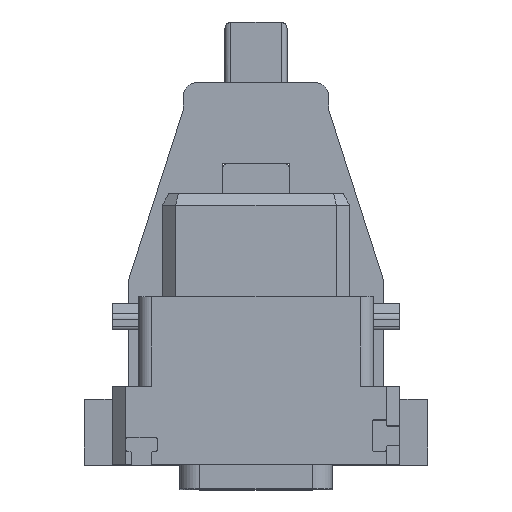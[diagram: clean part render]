
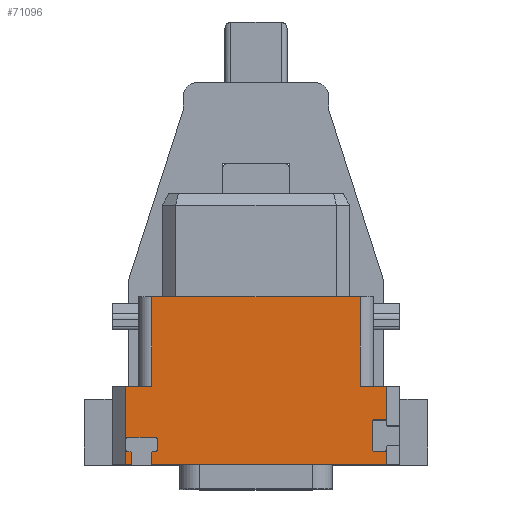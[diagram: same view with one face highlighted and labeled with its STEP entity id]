
A CAD part, top view. The second image highlights one B-rep face of the part: STEP entity #71096.
In plain terms, the highlighted planar face has unit normal (0, 0, 1).
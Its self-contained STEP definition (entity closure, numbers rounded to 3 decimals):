
#380=DIRECTION('',(-1.,0.,0.));
#381=VECTOR('',#380,15.8);
#382=CARTESIAN_POINT('',(7.9,12.75,9.9));
#383=LINE('',#382,#381);
#599=CARTESIAN_POINT('',(9.75,3.275,9.9));
#600=DIRECTION('',(0.,0.,1.));
#601=DIRECTION('',(1.,0.,0.));
#602=AXIS2_PLACEMENT_3D('',#599,#600,#601);
#604=DIRECTION('',(-1.,0.,0.));
#605=VECTOR('',#604,0.8);
#606=CARTESIAN_POINT('',(9.75,3.425,9.9));
#607=LINE('',#606,#605);
#608=CARTESIAN_POINT('',(8.95,3.275,9.9));
#609=DIRECTION('',(0.,0.,1.));
#610=DIRECTION('',(0.,1.,0.));
#611=AXIS2_PLACEMENT_3D('',#608,#609,#610);
#613=DIRECTION('',(0.,-1.,0.));
#614=VECTOR('',#613,2.1);
#615=CARTESIAN_POINT('',(8.8,3.275,9.9));
#616=LINE('',#615,#614);
#617=CARTESIAN_POINT('',(8.95,1.175,9.9));
#618=DIRECTION('',(0.,0.,1.));
#619=DIRECTION('',(-1.,0.,0.));
#620=AXIS2_PLACEMENT_3D('',#617,#618,#619);
#622=DIRECTION('',(1.,0.,0.));
#623=VECTOR('',#622,0.8);
#624=CARTESIAN_POINT('',(8.95,1.025,9.9));
#625=LINE('',#624,#623);
#626=CARTESIAN_POINT('',(9.75,1.175,9.9));
#627=DIRECTION('',(0.,0.,1.));
#628=DIRECTION('',(0.,-1.,0.));
#629=AXIS2_PLACEMENT_3D('',#626,#627,#628);
#631=DIRECTION('',(0.,1.,0.));
#632=VECTOR('',#631,1.175);
#633=CARTESIAN_POINT('',(9.9,0.,9.9));
#634=LINE('',#633,#632);
#635=DIRECTION('',(0.,1.,0.));
#636=VECTOR('',#635,0.85);
#637=CARTESIAN_POINT('',(-7.95,0.,9.9));
#638=LINE('',#637,#636);
#639=CARTESIAN_POINT('',(-7.8,0.85,9.9));
#640=DIRECTION('',(0.,0.,1.));
#641=DIRECTION('',(0.,1.,0.));
#642=AXIS2_PLACEMENT_3D('',#639,#640,#641);
#644=DIRECTION('',(1.,0.,0.));
#645=VECTOR('',#644,0.175);
#646=CARTESIAN_POINT('',(-7.8,1.,9.9));
#647=LINE('',#646,#645);
#648=CARTESIAN_POINT('',(-7.625,1.15,9.9));
#649=DIRECTION('',(0.,0.,1.));
#650=DIRECTION('',(0.,-1.,0.));
#651=AXIS2_PLACEMENT_3D('',#648,#649,#650);
#653=DIRECTION('',(0.,1.,0.));
#654=VECTOR('',#653,0.8);
#655=CARTESIAN_POINT('',(-7.475,1.15,9.9));
#656=LINE('',#655,#654);
#657=CARTESIAN_POINT('',(-7.625,1.95,9.9));
#658=DIRECTION('',(0.,0.,1.));
#659=DIRECTION('',(1.,0.,0.));
#660=AXIS2_PLACEMENT_3D('',#657,#658,#659);
#662=DIRECTION('',(-1.,0.,0.));
#663=VECTOR('',#662,2.1);
#664=CARTESIAN_POINT('',(-7.625,2.1,9.9));
#665=LINE('',#664,#663);
#666=CARTESIAN_POINT('',(-9.725,1.95,9.9));
#667=DIRECTION('',(0.,0.,1.));
#668=DIRECTION('',(0.,1.,0.));
#669=AXIS2_PLACEMENT_3D('',#666,#667,#668);
#671=DIRECTION('',(0.,-1.,0.));
#672=VECTOR('',#671,0.8);
#673=CARTESIAN_POINT('',(-9.875,1.95,9.9));
#674=LINE('',#673,#672);
#675=CARTESIAN_POINT('',(-9.725,1.15,9.9));
#676=DIRECTION('',(0.,0.,1.));
#677=DIRECTION('',(-1.,0.,0.));
#678=AXIS2_PLACEMENT_3D('',#675,#676,#677);
#680=DIRECTION('',(1.,0.,0.));
#681=VECTOR('',#680,0.175);
#682=CARTESIAN_POINT('',(-9.725,1.,9.9));
#683=LINE('',#682,#681);
#684=CARTESIAN_POINT('',(-9.55,0.85,9.9));
#685=DIRECTION('',(0.,0.,1.));
#686=DIRECTION('',(1.,0.,0.));
#687=AXIS2_PLACEMENT_3D('',#684,#685,#686);
#689=DIRECTION('',(0.,1.,0.));
#690=VECTOR('',#689,0.85);
#691=CARTESIAN_POINT('',(-9.4,0.,9.9));
#692=LINE('',#691,#690);
#693=DIRECTION('',(0.,-1.,0.));
#694=VECTOR('',#693,5.95);
#695=CARTESIAN_POINT('',(-9.9,5.95,9.9));
#696=LINE('',#695,#694);
#697=DIRECTION('',(0.,-1.,0.));
#698=VECTOR('',#697,6.8);
#699=CARTESIAN_POINT('',(-7.9,12.75,9.9));
#700=LINE('',#699,#698);
#701=DIRECTION('',(0.,1.,0.));
#702=VECTOR('',#701,6.8);
#703=CARTESIAN_POINT('',(7.9,5.95,9.9));
#704=LINE('',#703,#702);
#705=DIRECTION('',(0.,1.,0.));
#706=VECTOR('',#705,2.675);
#707=CARTESIAN_POINT('',(9.9,3.275,9.9));
#708=LINE('',#707,#706);
#725=DIRECTION('',(-1.,0.,0.));
#726=VECTOR('',#725,2.);
#727=CARTESIAN_POINT('',(9.9,5.95,9.9));
#728=LINE('',#727,#726);
#917=DIRECTION('',(1.,0.,0.));
#918=VECTOR('',#917,0.5);
#919=CARTESIAN_POINT('',(-9.9,0.,9.9));
#920=LINE('',#919,#918);
#933=DIRECTION('',(1.,0.,0.));
#934=VECTOR('',#933,17.85);
#935=CARTESIAN_POINT('',(-7.95,0.,9.9));
#936=LINE('',#935,#934);
#6810=DIRECTION('',(-1.,0.,0.));
#6811=VECTOR('',#6810,2.);
#6812=CARTESIAN_POINT('',(-7.9,5.95,9.9));
#6813=LINE('',#6812,#6811);
#61996=CARTESIAN_POINT('',(-7.95,0.,9.9));
#61997=VERTEX_POINT('',#61996);
#61998=CARTESIAN_POINT('',(-9.4,0.,9.9));
#61999=VERTEX_POINT('',#61998);
#62000=CARTESIAN_POINT('',(9.9,3.275,9.9));
#62001=CARTESIAN_POINT('',(9.75,3.425,9.9));
#62002=VERTEX_POINT('',#62000);
#62003=VERTEX_POINT('',#62001);
#62004=CARTESIAN_POINT('',(8.95,3.425,9.9));
#62005=VERTEX_POINT('',#62004);
#62006=CARTESIAN_POINT('',(8.8,3.275,9.9));
#62007=VERTEX_POINT('',#62006);
#62008=CARTESIAN_POINT('',(8.8,1.175,9.9));
#62009=VERTEX_POINT('',#62008);
#62010=CARTESIAN_POINT('',(8.95,1.025,9.9));
#62011=VERTEX_POINT('',#62010);
#62012=CARTESIAN_POINT('',(9.75,1.025,9.9));
#62013=VERTEX_POINT('',#62012);
#62014=CARTESIAN_POINT('',(9.9,1.175,9.9));
#62015=VERTEX_POINT('',#62014);
#62016=CARTESIAN_POINT('',(-7.95,0.85,9.9));
#62017=VERTEX_POINT('',#62016);
#62018=CARTESIAN_POINT('',(-7.8,1.,9.9));
#62019=VERTEX_POINT('',#62018);
#62020=CARTESIAN_POINT('',(-7.625,1.,9.9));
#62021=VERTEX_POINT('',#62020);
#62022=CARTESIAN_POINT('',(-7.475,1.15,9.9));
#62023=VERTEX_POINT('',#62022);
#62024=CARTESIAN_POINT('',(-7.475,1.95,9.9));
#62025=VERTEX_POINT('',#62024);
#62026=CARTESIAN_POINT('',(-7.625,2.1,9.9));
#62027=VERTEX_POINT('',#62026);
#62028=CARTESIAN_POINT('',(-9.725,2.1,9.9));
#62029=VERTEX_POINT('',#62028);
#62030=CARTESIAN_POINT('',(-9.875,1.95,9.9));
#62031=VERTEX_POINT('',#62030);
#62032=CARTESIAN_POINT('',(-9.875,1.15,9.9));
#62033=VERTEX_POINT('',#62032);
#62034=CARTESIAN_POINT('',(-9.725,1.,9.9));
#62035=VERTEX_POINT('',#62034);
#62036=CARTESIAN_POINT('',(-9.55,1.,9.9));
#62037=VERTEX_POINT('',#62036);
#62038=CARTESIAN_POINT('',(-9.4,0.85,9.9));
#62039=VERTEX_POINT('',#62038);
#62044=CARTESIAN_POINT('',(7.9,12.75,9.9));
#62046=VERTEX_POINT('',#62044);
#62050=CARTESIAN_POINT('',(7.9,5.95,9.9));
#62051=VERTEX_POINT('',#62050);
#62056=CARTESIAN_POINT('',(-7.9,12.75,9.9));
#62057=VERTEX_POINT('',#62056);
#62058=CARTESIAN_POINT('',(-7.9,5.95,9.9));
#62059=VERTEX_POINT('',#62058);
#62064=CARTESIAN_POINT('',(9.9,5.95,9.9));
#62066=VERTEX_POINT('',#62064);
#62079=CARTESIAN_POINT('',(9.9,0.,9.9));
#62080=VERTEX_POINT('',#62079);
#62081=CARTESIAN_POINT('',(-9.9,0.,9.9));
#62083=VERTEX_POINT('',#62081);
#62087=CARTESIAN_POINT('',(-9.9,5.95,9.9));
#62088=VERTEX_POINT('',#62087);
#71032=CARTESIAN_POINT('',(10.9,12.75,9.9));
#71033=DIRECTION('',(0.,0.,1.));
#71034=DIRECTION('',(-1.,0.,0.));
#71035=AXIS2_PLACEMENT_3D('',#71032,#71033,#71034);
#71036=PLANE('',#71035);
#71038=ORIENTED_EDGE('',*,*,#71037,.T.);
#71040=ORIENTED_EDGE('',*,*,#71039,.T.);
#71042=ORIENTED_EDGE('',*,*,#71041,.T.);
#71044=ORIENTED_EDGE('',*,*,#71043,.T.);
#71046=ORIENTED_EDGE('',*,*,#71045,.T.);
#71048=ORIENTED_EDGE('',*,*,#71047,.T.);
#71050=ORIENTED_EDGE('',*,*,#71049,.T.);
#71052=ORIENTED_EDGE('',*,*,#71051,.F.);
#71054=ORIENTED_EDGE('',*,*,#71053,.F.);
#71056=ORIENTED_EDGE('',*,*,#71055,.T.);
#71058=ORIENTED_EDGE('',*,*,#71057,.F.);
#71060=ORIENTED_EDGE('',*,*,#71059,.T.);
#71062=ORIENTED_EDGE('',*,*,#71061,.T.);
#71064=ORIENTED_EDGE('',*,*,#71063,.T.);
#71066=ORIENTED_EDGE('',*,*,#71065,.T.);
#71068=ORIENTED_EDGE('',*,*,#71067,.T.);
#71070=ORIENTED_EDGE('',*,*,#71069,.T.);
#71072=ORIENTED_EDGE('',*,*,#71071,.T.);
#71074=ORIENTED_EDGE('',*,*,#71073,.T.);
#71076=ORIENTED_EDGE('',*,*,#71075,.T.);
#71078=ORIENTED_EDGE('',*,*,#71077,.F.);
#71080=ORIENTED_EDGE('',*,*,#71079,.F.);
#71082=ORIENTED_EDGE('',*,*,#71081,.F.);
#71084=ORIENTED_EDGE('',*,*,#71083,.F.);
#71086=ORIENTED_EDGE('',*,*,#71085,.F.);
#71087=ORIENTED_EDGE('',*,*,#71025,.F.);
#71088=ORIENTED_EDGE('',*,*,#70770,.F.);
#71089=ORIENTED_EDGE('',*,*,#70811,.F.);
#71091=ORIENTED_EDGE('',*,*,#71090,.F.);
#71093=ORIENTED_EDGE('',*,*,#71092,.F.);
#71094=EDGE_LOOP('',(#71038,#71040,#71042,#71044,#71046,#71048,#71050,#71052,
#71054,#71056,#71058,#71060,#71062,#71064,#71066,#71068,#71070,#71072,#71074,
#71076,#71078,#71080,#71082,#71084,#71086,#71087,#71088,#71089,#71091,#71093));
#71095=FACE_OUTER_BOUND('',#71094,.F.);
#71096=ADVANCED_FACE('',(#71095),#71036,.T.);
#603=CIRCLE('',#602,0.15);
#612=CIRCLE('',#611,0.15);
#621=CIRCLE('',#620,0.15);
#630=CIRCLE('',#629,0.15);
#643=CIRCLE('',#642,0.15);
#652=CIRCLE('',#651,0.15);
#661=CIRCLE('',#660,0.15);
#670=CIRCLE('',#669,0.15);
#679=CIRCLE('',#678,0.15);
#688=CIRCLE('',#687,0.15);
#70770=EDGE_CURVE('',#62046,#62057,#383,.T.);
#70811=EDGE_CURVE('',#62051,#62046,#704,.T.);
#71025=EDGE_CURVE('',#62057,#62059,#700,.T.);
#71037=EDGE_CURVE('',#62002,#62003,#603,.T.);
#71039=EDGE_CURVE('',#62003,#62005,#607,.T.);
#71041=EDGE_CURVE('',#62005,#62007,#612,.T.);
#71043=EDGE_CURVE('',#62007,#62009,#616,.T.);
#71045=EDGE_CURVE('',#62009,#62011,#621,.T.);
#71047=EDGE_CURVE('',#62011,#62013,#625,.T.);
#71049=EDGE_CURVE('',#62013,#62015,#630,.T.);
#71051=EDGE_CURVE('',#62080,#62015,#634,.T.);
#71053=EDGE_CURVE('',#61997,#62080,#936,.T.);
#71055=EDGE_CURVE('',#61997,#62017,#638,.T.);
#71057=EDGE_CURVE('',#62019,#62017,#643,.T.);
#71059=EDGE_CURVE('',#62019,#62021,#647,.T.);
#71061=EDGE_CURVE('',#62021,#62023,#652,.T.);
#71063=EDGE_CURVE('',#62023,#62025,#656,.T.);
#71065=EDGE_CURVE('',#62025,#62027,#661,.T.);
#71067=EDGE_CURVE('',#62027,#62029,#665,.T.);
#71069=EDGE_CURVE('',#62029,#62031,#670,.T.);
#71071=EDGE_CURVE('',#62031,#62033,#674,.T.);
#71073=EDGE_CURVE('',#62033,#62035,#679,.T.);
#71075=EDGE_CURVE('',#62035,#62037,#683,.T.);
#71077=EDGE_CURVE('',#62039,#62037,#688,.T.);
#71079=EDGE_CURVE('',#61999,#62039,#692,.T.);
#71081=EDGE_CURVE('',#62083,#61999,#920,.T.);
#71083=EDGE_CURVE('',#62088,#62083,#696,.T.);
#71085=EDGE_CURVE('',#62059,#62088,#6813,.T.);
#71090=EDGE_CURVE('',#62066,#62051,#728,.T.);
#71092=EDGE_CURVE('',#62002,#62066,#708,.T.);
